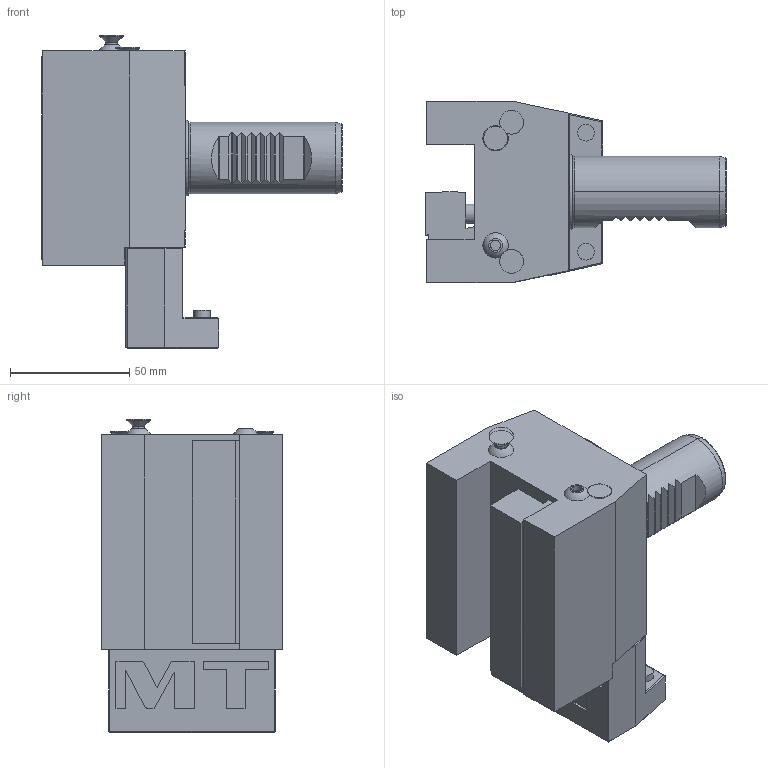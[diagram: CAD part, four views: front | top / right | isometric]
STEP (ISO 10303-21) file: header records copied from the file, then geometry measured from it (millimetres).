
FILE_DESCRIPTION((''),'2;1');
FILE_NAME('M0202000_CONF','2023-03-02T11:08:38',('sterribile'),('M.T. srl'),'CREO PARAMETRIC BY PTC INC, 2021072','CREO PARAMETRIC BY PTC INC, 2021072','');
FILE_SCHEMA(('CONFIG_CONTROL_DESIGN'));
Length unit declared in the file: millimetre
Products named in the file (1): M0202000_CONF
Bounding box: 126.42 x 76 x 131.5 mm (x, y, z)
Volume: 470435.7 mm3; surface area: 55736.5 mm2
Topology: 1 solids, 1 shells, 167 faces, 427 edges, 274 vertices
Faces by surface type: plane 107, cylinder 32, cone 18, torus 6, extrusion 2, sphere 2
Entity records: 5143 total; most frequent: CARTESIAN_POINT 1049, ORIENTED_EDGE 850, DIRECTION 808, EDGE_CURVE 425, VECTOR 288, LINE 286, VERTEX_POINT 274, AXIS2_PLACEMENT_3D 260
